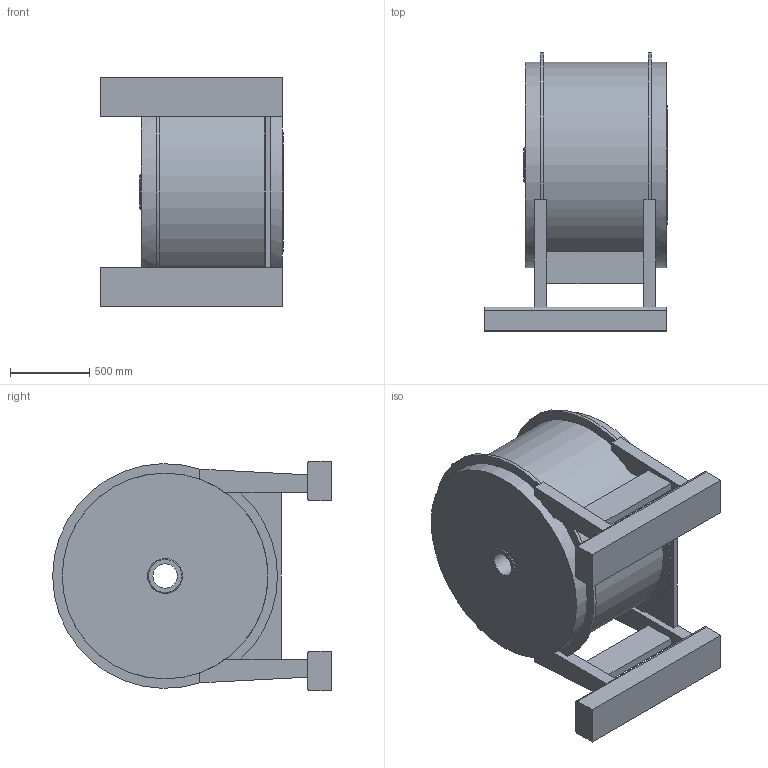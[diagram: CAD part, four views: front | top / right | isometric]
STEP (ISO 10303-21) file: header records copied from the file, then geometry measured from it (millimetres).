
FILE_DESCRIPTION(/* description */ (''),/* implementation_level */ '2;1');
FILE_NAME(/* name */ 'mri_magnet_ext.stp',/* time_stamp */ '2022-12-10T13:42:32+01:00',/* author */ ('Rik Ubaghs'),/* organization */ (''),/* preprocessor_version */ 'ST-DEVELOPER v18.1',/* originating_system */ 'Autodesk Inventor 2021',/* authorisation */ '');
FILE_SCHEMA (('AUTOMOTIVE_DESIGN { 1 0 10303 214 3 1 1 }'));
Length unit declared in the file: millimetre
Products named in the file (1): peripherals_mri_ext
Bounding box: 1160 x 1760 x 1450 mm (x, y, z)
Volume: 1303899659.6 mm3; surface area: 11278665.5 mm2
Topology: 1 solids, 1 shells, 79 faces, 217 edges, 144 vertices
Faces by surface type: plane 60, cylinder 16, cone 3
Full cylindrical faces by diameter (mm): 153 x1, 220 x2, 600 x1, 750 x1, 1300 x3
Entity records: 2673 total; most frequent: CARTESIAN_POINT 441, DIRECTION 437, ORIENTED_EDGE 434, EDGE_CURVE 217, LINE 157, VECTOR 157, VERTEX_POINT 144, AXIS2_PLACEMENT_3D 140
